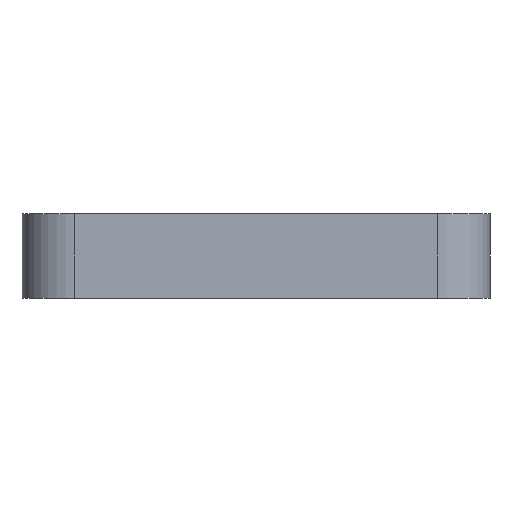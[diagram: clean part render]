
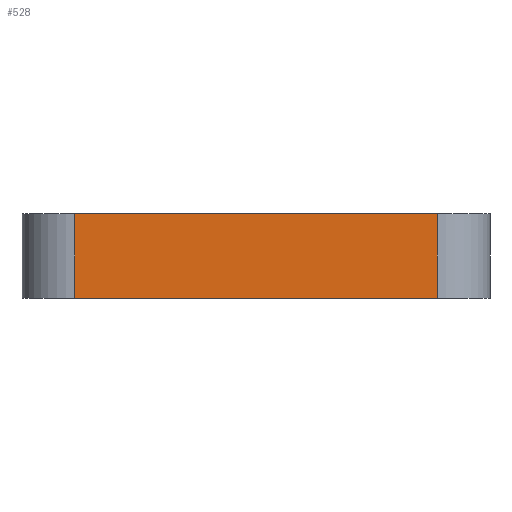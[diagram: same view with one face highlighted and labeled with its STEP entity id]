
A CAD part, left-side view. The second image highlights one B-rep face of the part: STEP entity #528.
In plain terms, the highlighted planar face has unit normal (-1, 0, 0).
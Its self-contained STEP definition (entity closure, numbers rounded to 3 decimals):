
#21 = LINE ( 'NONE', #771, #1036 ) ;
#24 = CARTESIAN_POINT ( 'NONE',  ( -22.2, -22.2, 0. ) ) ;
#43 = DIRECTION ( 'NONE',  ( 0., 0., -1. ) ) ;
#59 = LINE ( 'NONE', #212, #749 ) ;
#112 = VERTEX_POINT ( 'NONE', #827 ) ;
#118 = LINE ( 'NONE', #367, #1003 ) ;
#144 = CARTESIAN_POINT ( 'NONE',  ( -22.2, -17.2, 0. ) ) ;
#159 = VERTEX_POINT ( 'NONE', #144 ) ;
#212 = CARTESIAN_POINT ( 'NONE',  ( -22.2, 17.2, 8. ) ) ;
#234 = EDGE_CURVE ( 'NONE', #316, #112, #21, .T. ) ;
#238 = CARTESIAN_POINT ( 'NONE',  ( -22.2, -22.2, 8. ) ) ;
#316 = VERTEX_POINT ( 'NONE', #990 ) ;
#318 = EDGE_CURVE ( 'NONE', #316, #507, #59, .T. ) ;
#325 = FACE_OUTER_BOUND ( 'NONE', #551, .T. ) ;
#367 = CARTESIAN_POINT ( 'NONE',  ( -22.2, -17.2, 8. ) ) ;
#375 = VECTOR ( 'NONE', #533, 1000. ) ;
#498 = CARTESIAN_POINT ( 'NONE',  ( -22.2, 17.2, 0. ) ) ;
#507 = VERTEX_POINT ( 'NONE', #498 ) ;
#528 = ADVANCED_FACE ( 'NONE', ( #325 ), #1013, .F. ) ;
#533 = DIRECTION ( 'NONE',  ( 0., -1., 0. ) ) ;
#534 = DIRECTION ( 'NONE',  ( 0., -1., 0. ) ) ;
#535 = EDGE_CURVE ( 'NONE', #507, #159, #874, .T. ) ;
#536 = EDGE_CURVE ( 'NONE', #159, #112, #118, .T. ) ;
#551 = EDGE_LOOP ( 'NONE', ( #970, #837, #968, #690 ) ) ;
#586 = DIRECTION ( 'NONE',  ( 1., 0., 0. ) ) ;
#625 = DIRECTION ( 'NONE',  ( 0., 0., 1. ) ) ;
#690 = ORIENTED_EDGE ( 'NONE', *, *, #536, .T. ) ;
#749 = VECTOR ( 'NONE', #43, 1000. ) ;
#771 = CARTESIAN_POINT ( 'NONE',  ( -22.2, -22.2, 8. ) ) ;
#827 = CARTESIAN_POINT ( 'NONE',  ( -22.2, -17.2, 8. ) ) ;
#837 = ORIENTED_EDGE ( 'NONE', *, *, #318, .T. ) ;
#874 = LINE ( 'NONE', #24, #375 ) ;
#944 = AXIS2_PLACEMENT_3D ( 'NONE', #238, #586, #960 ) ;
#960 = DIRECTION ( 'NONE',  ( 0., 0., -1. ) ) ;
#968 = ORIENTED_EDGE ( 'NONE', *, *, #535, .T. ) ;
#970 = ORIENTED_EDGE ( 'NONE', *, *, #234, .F. ) ;
#990 = CARTESIAN_POINT ( 'NONE',  ( -22.2, 17.2, 8. ) ) ;
#1003 = VECTOR ( 'NONE', #625, 1000. ) ;
#1013 = PLANE ( 'NONE',  #944 ) ;
#1036 = VECTOR ( 'NONE', #534, 1000. ) ;
